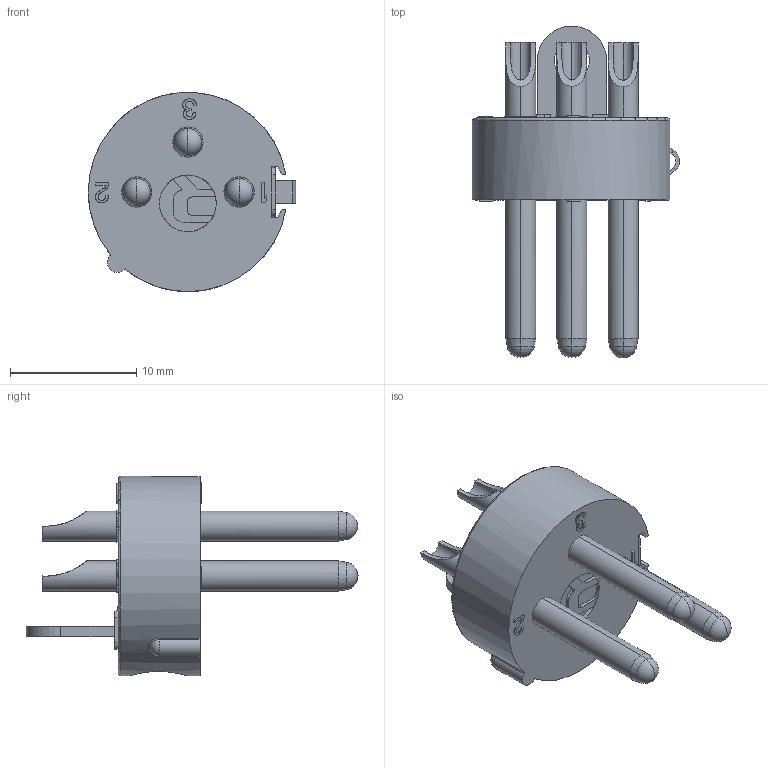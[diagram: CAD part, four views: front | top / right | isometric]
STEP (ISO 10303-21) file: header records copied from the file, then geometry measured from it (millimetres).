
FILE_DESCRIPTION((''),'2;1');
FILE_NAME('30012918','2025-11-03T08:39:56',('jun.zhang'),(''),'CREO PARAMETRIC BY PTC INC, 2023424','CREO PARAMETRIC BY PTC INC, 2023424','');
FILE_SCHEMA(('AUTOMOTIVE_DESIGN { 1 0 10303 214 1 1 1 1 }'));
Length unit declared in the file: millimetre
Products named in the file (1): 30012918
Bounding box: 16.45 x 26.33 x 15.8 mm (x, y, z)
Volume: 1399.2 mm3; surface area: 1755.8 mm2
Topology: 1 solids, 2 shells, 864 faces, 2695 edges, 1660 vertices
Faces by surface type: plane 457, cylinder 198, cone 105, extrusion 80, bspline 10, torus 7, sphere 7
Entity records: 38756 total; most frequent: CARTESIAN_POINT 10351, ORIENTED_EDGE 5366, DIRECTION 4577, EDGE_CURVE 2683, VERTEX_POINT 1660, AXIS2_PLACEMENT_3D 1542, VECTOR 1493, LINE 1413
